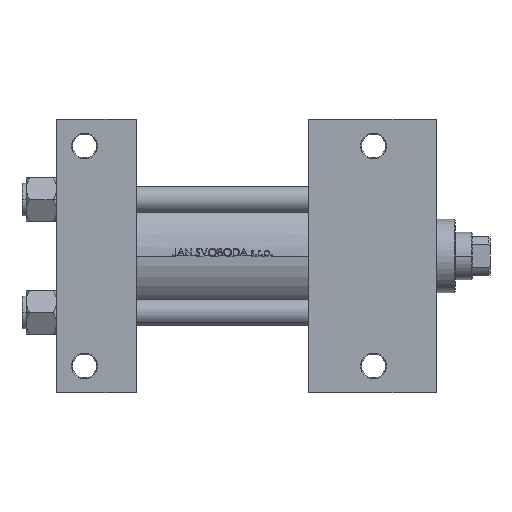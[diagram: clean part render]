
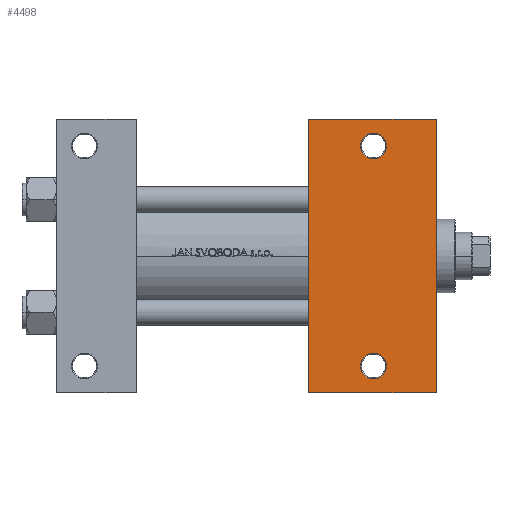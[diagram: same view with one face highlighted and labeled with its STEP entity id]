
A CAD part, front view. The second image highlights one B-rep face of the part: STEP entity #4498.
In plain terms, the highlighted face is planar.
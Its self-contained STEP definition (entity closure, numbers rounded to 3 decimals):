
#554 = FACE_OUTER_BOUND ( 'NONE', #15526, .T. ) ;
#681 = AXIS2_PLACEMENT_3D ( 'NONE', #9732, #40873, #43858 ) ;
#923 = EDGE_LOOP ( 'NONE', ( #6347, #29029 ) ) ;
#1955 = EDGE_CURVE ( 'NONE', #11330, #26660, #2746, .T. ) ;
#2289 = VECTOR ( 'NONE', #22421, 1000. ) ;
#2746 = LINE ( 'NONE', #13943, #21541 ) ;
#4401 = CARTESIAN_POINT ( 'NONE',  ( 176., 63.5, -37.5 ) ) ;
#4498 = ADVANCED_FACE ( 'NONE', ( #26713, #11748, #554 ), #41912, .T. ) ;
#5310 = AXIS2_PLACEMENT_3D ( 'NONE', #38270, #46901, #15585 ) ;
#6347 = ORIENTED_EDGE ( 'NONE', *, *, #30436, .T. ) ;
#6637 = CARTESIAN_POINT ( 'NONE',  ( 117., -63.5, -37.5 ) ) ;
#7676 = AXIS2_PLACEMENT_3D ( 'NONE', #25047, #9857, #40252 ) ;
#7911 = AXIS2_PLACEMENT_3D ( 'NONE', #24419, #35401, #27917 ) ;
#9413 = CIRCLE ( 'NONE', #681, 5.999 ) ;
#9732 = CARTESIAN_POINT ( 'NONE',  ( 147., -51., -37.5 ) ) ;
#9857 = DIRECTION ( 'NONE',  ( 0., 0., 1. ) ) ;
#10289 = EDGE_CURVE ( 'NONE', #26660, #36624, #46908, .T. ) ;
#11204 = ORIENTED_EDGE ( 'NONE', *, *, #42188, .T. ) ;
#11330 = VERTEX_POINT ( 'NONE', #38930 ) ;
#11713 = ORIENTED_EDGE ( 'NONE', *, *, #36498, .T. ) ;
#11748 = FACE_BOUND ( 'NONE', #42074, .T. ) ;
#12635 = CIRCLE ( 'NONE', #7911, 5.999 ) ;
#12764 = CARTESIAN_POINT ( 'NONE',  ( 176., 37.5, -37.5 ) ) ;
#13943 = CARTESIAN_POINT ( 'NONE',  ( 117., 63.5, -37.5 ) ) ;
#14702 = LINE ( 'NONE', #18438, #2289 ) ;
#15526 = EDGE_LOOP ( 'NONE', ( #22923, #36822, #32496, #25658 ) ) ;
#15585 = DIRECTION ( 'NONE',  ( -1., 0., 0. ) ) ;
#15977 = DIRECTION ( 'NONE',  ( -1., 0., 0. ) ) ;
#16392 = VERTEX_POINT ( 'NONE', #32038 ) ;
#17215 = CIRCLE ( 'NONE', #5310, 5.999 ) ;
#18436 = CARTESIAN_POINT ( 'NONE',  ( 176., -63.5, -37.5 ) ) ;
#18438 = CARTESIAN_POINT ( 'NONE',  ( 117., 37.5, -37.5 ) ) ;
#18764 = EDGE_CURVE ( 'NONE', #48805, #16392, #17215, .T. ) ;
#19220 = CARTESIAN_POINT ( 'NONE',  ( 141.001, -51., -37.5 ) ) ;
#19348 = EDGE_CURVE ( 'NONE', #36624, #31961, #27366, .T. ) ;
#19598 = VECTOR ( 'NONE', #42566, 1000. ) ;
#21402 = DIRECTION ( 'NONE',  ( 1., 0., 0. ) ) ;
#21541 = VECTOR ( 'NONE', #21402, 1000. ) ;
#22421 = DIRECTION ( 'NONE',  ( 0., -1., 0. ) ) ;
#22923 = ORIENTED_EDGE ( 'NONE', *, *, #24695, .F. ) ;
#23455 = CARTESIAN_POINT ( 'NONE',  ( 176., 37.5, -37.5 ) ) ;
#23519 = VERTEX_POINT ( 'NONE', #19220 ) ;
#24419 = CARTESIAN_POINT ( 'NONE',  ( 147., -51., -37.5 ) ) ;
#24695 = EDGE_CURVE ( 'NONE', #11330, #31961, #14702, .T. ) ;
#25047 = CARTESIAN_POINT ( 'NONE',  ( 147., 51., -37.5 ) ) ;
#25318 = CARTESIAN_POINT ( 'NONE',  ( 152.999, -51., -37.5 ) ) ;
#25658 = ORIENTED_EDGE ( 'NONE', *, *, #19348, .T. ) ;
#25798 = VECTOR ( 'NONE', #27966, 1000. ) ;
#26660 = VERTEX_POINT ( 'NONE', #4401 ) ;
#26713 = FACE_BOUND ( 'NONE', #923, .T. ) ;
#27366 = LINE ( 'NONE', #27605, #19598 ) ;
#27605 = CARTESIAN_POINT ( 'NONE',  ( 117., -63.5, -37.5 ) ) ;
#27917 = DIRECTION ( 'NONE',  ( -1., 0., 0. ) ) ;
#27966 = DIRECTION ( 'NONE',  ( 0., -1., 0. ) ) ;
#29029 = ORIENTED_EDGE ( 'NONE', *, *, #18764, .T. ) ;
#30436 = EDGE_CURVE ( 'NONE', #16392, #48805, #35482, .T. ) ;
#30690 = CARTESIAN_POINT ( 'NONE',  ( 152.999, 51., -37.5 ) ) ;
#31961 = VERTEX_POINT ( 'NONE', #6637 ) ;
#32038 = CARTESIAN_POINT ( 'NONE',  ( 141.001, 51., -37.5 ) ) ;
#32496 = ORIENTED_EDGE ( 'NONE', *, *, #10289, .T. ) ;
#35401 = DIRECTION ( 'NONE',  ( 0., 0., 1. ) ) ;
#35482 = CIRCLE ( 'NONE', #7676, 5.999 ) ;
#36498 = EDGE_CURVE ( 'NONE', #23519, #48004, #9413, .T. ) ;
#36624 = VERTEX_POINT ( 'NONE', #18436 ) ;
#36822 = ORIENTED_EDGE ( 'NONE', *, *, #1955, .T. ) ;
#38270 = CARTESIAN_POINT ( 'NONE',  ( 147., 51., -37.5 ) ) ;
#38657 = DIRECTION ( 'NONE',  ( 0., 0., -1. ) ) ;
#38930 = CARTESIAN_POINT ( 'NONE',  ( 117., 63.5, -37.5 ) ) ;
#40252 = DIRECTION ( 'NONE',  ( -1., 0., 0. ) ) ;
#40873 = DIRECTION ( 'NONE',  ( 0., 0., 1. ) ) ;
#41912 = PLANE ( 'NONE',  #45480 ) ;
#42074 = EDGE_LOOP ( 'NONE', ( #11713, #11204 ) ) ;
#42188 = EDGE_CURVE ( 'NONE', #48004, #23519, #12635, .T. ) ;
#42566 = DIRECTION ( 'NONE',  ( -1., 0., 0. ) ) ;
#43858 = DIRECTION ( 'NONE',  ( -1., 0., 0. ) ) ;
#45480 = AXIS2_PLACEMENT_3D ( 'NONE', #23455, #38657, #15977 ) ;
#46901 = DIRECTION ( 'NONE',  ( 0., 0., 1. ) ) ;
#46908 = LINE ( 'NONE', #12764, #25798 ) ;
#48004 = VERTEX_POINT ( 'NONE', #25318 ) ;
#48805 = VERTEX_POINT ( 'NONE', #30690 ) ;
